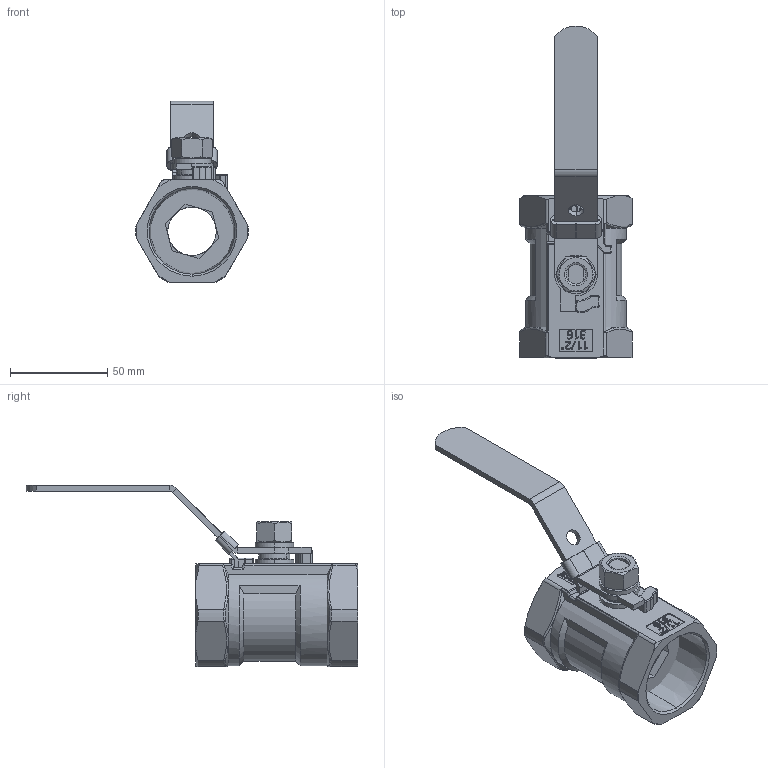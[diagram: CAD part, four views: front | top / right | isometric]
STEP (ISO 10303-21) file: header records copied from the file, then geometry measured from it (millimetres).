
FILE_DESCRIPTION (( 'STEP AP203' ), '1' );
FILE_NAME ('RV- 1N 珨衱媼煦眳珨.STEP', '2020-09-04T02:09:03', ( '' ), ( '' ), 'SwSTEP 2.0', 'SolidWorks 2018', '' );
FILE_SCHEMA (( 'CONFIG_CONTROL_DESIGN' ));
Length unit declared in the file: millimetre
Products named in the file (14): single coil lock washers light type gb_GB_FASTENER_WASHER_SSWL 12; 一又二分之一   压套; hex nuts, style 1-grades ab gb_GB_FASTENER_NUT_SNAB1 M12-N; 珨衱媼煦眳珨  ⑩; 一又二分之一  大阀座; RV- 1N  珨衱媼煦眳珨; 一又二分之一   小阀座; 一又二分之一  止推垫; 一又二分之一   填料; 一又二分之一体  加工图; 謗渡 概裝; 謗渡  忒梟; 一又二分之一   限位锁; 一又二分之一      丝堵加工图
Assembly tree (13 placements, depth 2):
  RV- 1N  珨衱媼煦眳珨
    一又二分之一体  加工图
    一又二分之一   小阀座
    一又二分之一  止推垫
    謗渡 概裝
    珨衱媼煦眳珨  ⑩
    一又二分之一  大阀座
    一又二分之一      丝堵加工图
    一又二分之一   填料
    一又二分之一   压套
    謗渡  忒梟
    一又二分之一   限位锁
    single coil lock washers light type gb_GB_FASTENER_WASHER_SSWL 12
    hex nuts, style 1-grades ab gb_GB_FASTENER_NUT_SNAB1 M12-N
Bounding box: 57.96 x 170.95 x 93.5 mm (x, y, z)
Volume: 110257.6 mm3; surface area: 58110.4 mm2
Topology: 13 solids, 13 shells, 574 faces, 1420 edges, 903 vertices
Faces by surface type: plane 242, cylinder 140, bspline 84, cone 82, torus 20, sphere 6
Entity records: 24328 total; most frequent: CARTESIAN_POINT 9808, ORIENTED_EDGE 2826, DIRECTION 2486, EDGE_CURVE 1413, VERTEX_POINT 899, AXIS2_PLACEMENT_3D 888, LINE 710, VECTOR 710
